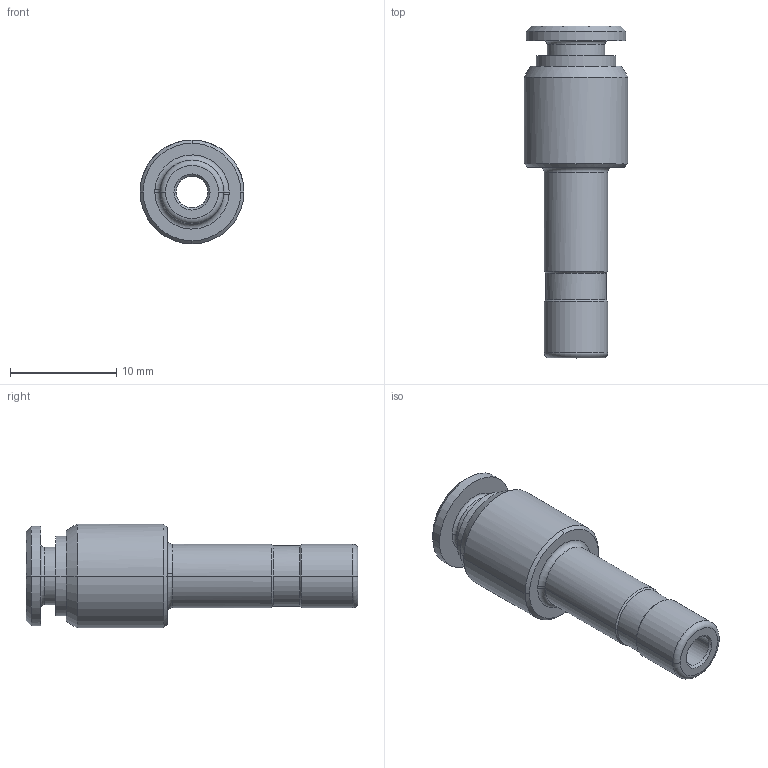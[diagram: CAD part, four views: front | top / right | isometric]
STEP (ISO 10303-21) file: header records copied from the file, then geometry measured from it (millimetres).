
FILE_DESCRIPTION(('CATIA V5 STEP Exchange'),'2;1');
FILE_NAME('PN300B-06-04.stp','2018-04-14T17:45:08+00:00',('none'),('none'),'CATIA Version 5 Release 21 GA (IN-10)','CATIA V5 STEP AP203','none');
FILE_SCHEMA(('CONFIG_CONTROL_DESIGN'));
Length unit declared in the file: millimetre
Products named in the file (1): PN300B-06-04
Bounding box: 9.8 x 31.3 x 9.8 mm (x, y, z)
Volume: 1047.7 mm3; surface area: 1337.5 mm2
Topology: 1 solids, 1 shells, 178 faces, 457 edges, 294 vertices
Faces by surface type: plane 124, cone 22, cylinder 22, torus 10
Entity records: 5549 total; most frequent: CARTESIAN_POINT 1264, ORIENTED_EDGE 914, DIRECTION 771, EDGE_CURVE 457, VECTOR 367, LINE 367, VERTEX_POINT 294, AXIS2_PLACEMENT_3D 235
